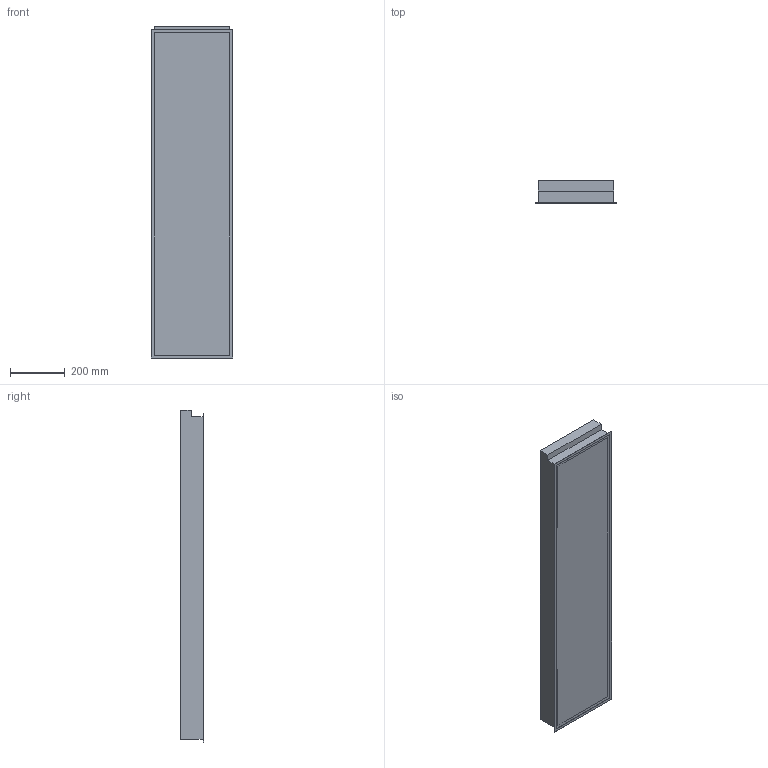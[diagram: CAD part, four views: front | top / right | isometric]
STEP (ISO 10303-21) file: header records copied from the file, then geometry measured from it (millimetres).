
FILE_DESCRIPTION (( 'STEP AP214' ), '1' );
FILE_NAME ('PRS_R ECO LED 1200.STEP', '2018-07-25T09:42:19', ( '' ), ( '' ), 'SwSTEP 2.0', 'SolidWorks 2013', '' );
FILE_SCHEMA (( 'AUTOMOTIVE_DESIGN' ));
Length unit declared in the file: millimetre
Products named in the file (1): PRS_R ECO LED 1200
Bounding box: 295 x 85 x 1208.9 mm (x, y, z)
Volume: 14771021.8 mm3; surface area: 1680056.8 mm2
Topology: 2 solids, 3 shells, 24 faces, 54 edges, 36 vertices
Faces by surface type: plane 24
Entity records: 813 total; most frequent: CARTESIAN_POINT 115, ORIENTED_EDGE 108, DIRECTION 104, EDGE_CURVE 54, LINE 54, VECTOR 54, VERTEX_POINT 36, EDGE_LOOP 26
